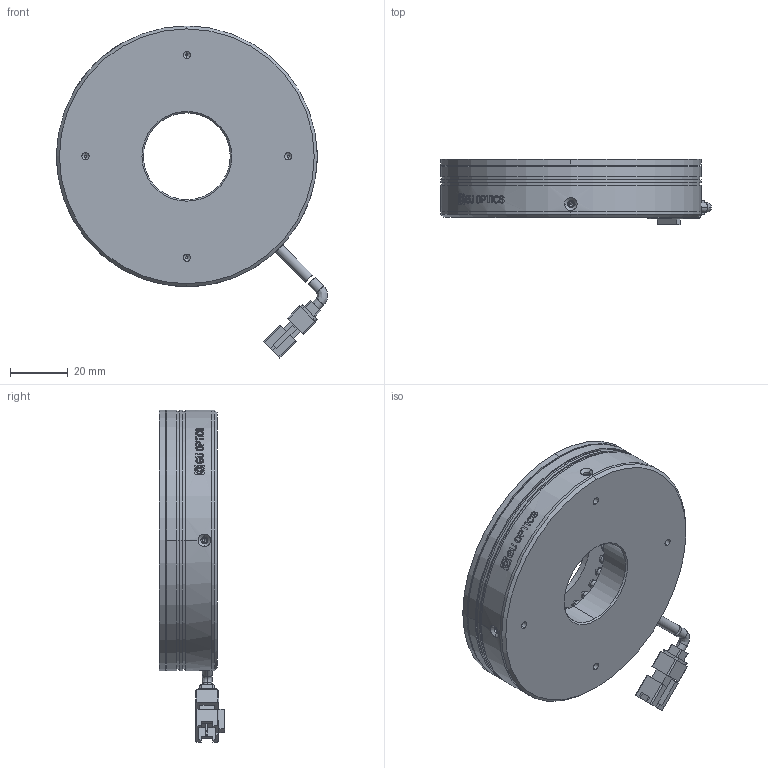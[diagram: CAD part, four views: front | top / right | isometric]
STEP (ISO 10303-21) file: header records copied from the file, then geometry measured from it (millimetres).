
FILE_DESCRIPTION (( 'STEP AP214' ), '1' );
FILE_NAME ('660003-R.STEP', '2019-03-21T08:04:04', ( 'user' ), ( '微软中国' ), 'SwSTEP 2.0', 'SolidWorks 2016', '' );
FILE_SCHEMA (( 'AUTOMOTIVE_DESIGN' ));
Length unit declared in the file: millimetre
Products named in the file (1): 660003-R
Bounding box: 93.57 x 22.45 x 114.65 mm (x, y, z)
Volume: 70926.6 mm3; surface area: 64656.4 mm2
Topology: 181 solids, 181 shells, 3232 faces, 7699 edges, 5023 vertices
Faces by surface type: plane 2184, cylinder 822, bspline 180, cone 46
Entity records: 131706 total; most frequent: CARTESIAN_POINT 19869, DIRECTION 15331, ORIENTED_EDGE 14666, EDGE_CURVE 7333, VECTOR 5241, LINE 5241, AXIS2_PLACEMENT_3D 5045, VERTEX_POINT 5023
